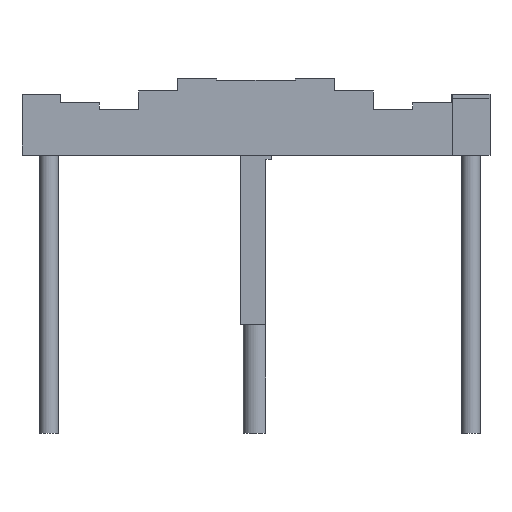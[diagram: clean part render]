
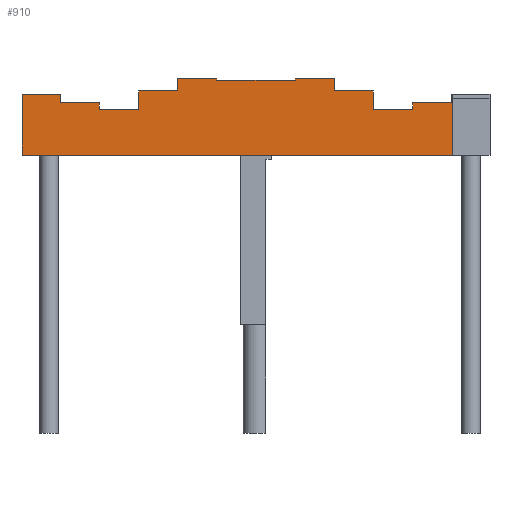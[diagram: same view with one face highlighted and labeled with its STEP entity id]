
A CAD part, left-side view. The second image highlights one B-rep face of the part: STEP entity #910.
In plain terms, the highlighted planar face has unit normal (-1, 0, 0).
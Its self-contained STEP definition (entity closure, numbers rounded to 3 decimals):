
#58=PLANE('',#990);
#105=FACE_OUTER_BOUND('',#152,.T.);
#152=EDGE_LOOP('',(#822,#823,#824,#825,#826,#827,#828,#829,#830,#831,#832,
#833,#834,#835,#836,#837,#838,#839,#840,#841,#842,#843,#844,#845));
#193=LINE('',#1321,#309);
#196=LINE('',#1327,#312);
#200=LINE('',#1336,#316);
#202=LINE('',#1339,#318);
#205=LINE('',#1345,#321);
#206=LINE('',#1348,#322);
#211=LINE('',#1357,#327);
#215=LINE('',#1366,#331);
#216=LINE('',#1369,#332);
#220=LINE('',#1375,#336);
#223=LINE('',#1381,#339);
#227=LINE('',#1390,#343);
#228=LINE('',#1393,#344);
#232=LINE('',#1399,#348);
#236=LINE('',#1408,#352);
#238=LINE('',#1411,#354);
#241=LINE('',#1417,#357);
#242=LINE('',#1420,#358);
#247=LINE('',#1429,#363);
#252=LINE('',#1441,#368);
#261=LINE('',#1457,#377);
#270=LINE('',#1475,#386);
#271=LINE('',#1478,#387);
#272=LINE('',#1479,#388);
#309=VECTOR('',#1086,10.);
#312=VECTOR('',#1091,10.);
#316=VECTOR('',#1097,10.);
#318=VECTOR('',#1101,10.);
#321=VECTOR('',#1106,10.);
#322=VECTOR('',#1109,10.);
#327=VECTOR('',#1116,10.);
#331=VECTOR('',#1122,10.);
#332=VECTOR('',#1125,10.);
#336=VECTOR('',#1131,10.);
#339=VECTOR('',#1136,10.);
#343=VECTOR('',#1142,10.);
#344=VECTOR('',#1145,10.);
#348=VECTOR('',#1151,10.);
#352=VECTOR('',#1157,10.);
#354=VECTOR('',#1161,10.);
#357=VECTOR('',#1166,10.);
#358=VECTOR('',#1169,10.);
#363=VECTOR('',#1176,10.);
#368=VECTOR('',#1185,10.);
#377=VECTOR('',#1198,10.);
#386=VECTOR('',#1215,10.);
#387=VECTOR('',#1218,10.);
#388=VECTOR('',#1219,10.);
#429=VERTEX_POINT('',#1315);
#431=VERTEX_POINT('',#1319);
#433=VERTEX_POINT('',#1325);
#435=VERTEX_POINT('',#1330);
#437=VERTEX_POINT('',#1334);
#439=VERTEX_POINT('',#1342);
#440=VERTEX_POINT('',#1347);
#443=VERTEX_POINT('',#1354);
#445=VERTEX_POINT('',#1360);
#447=VERTEX_POINT('',#1364);
#448=VERTEX_POINT('',#1368);
#451=VERTEX_POINT('',#1378);
#453=VERTEX_POINT('',#1384);
#455=VERTEX_POINT('',#1388);
#456=VERTEX_POINT('',#1392);
#459=VERTEX_POINT('',#1402);
#461=VERTEX_POINT('',#1406);
#463=VERTEX_POINT('',#1414);
#464=VERTEX_POINT('',#1419);
#467=VERTEX_POINT('',#1426);
#472=VERTEX_POINT('',#1440);
#476=VERTEX_POINT('',#1452);
#482=VERTEX_POINT('',#1473);
#483=VERTEX_POINT('',#1477);
#529=EDGE_CURVE('',#429,#431,#193,.T.);
#532=EDGE_CURVE('',#433,#431,#196,.T.);
#536=EDGE_CURVE('',#435,#437,#200,.T.);
#538=EDGE_CURVE('',#429,#437,#202,.T.);
#541=EDGE_CURVE('',#435,#439,#205,.T.);
#542=EDGE_CURVE('',#439,#440,#206,.T.);
#547=EDGE_CURVE('',#440,#443,#211,.T.);
#551=EDGE_CURVE('',#445,#447,#215,.T.);
#552=EDGE_CURVE('',#443,#448,#216,.T.);
#556=EDGE_CURVE('',#448,#447,#220,.T.);
#559=EDGE_CURVE('',#445,#451,#223,.T.);
#563=EDGE_CURVE('',#453,#455,#227,.T.);
#564=EDGE_CURVE('',#451,#456,#228,.T.);
#568=EDGE_CURVE('',#456,#455,#232,.T.);
#572=EDGE_CURVE('',#459,#461,#236,.T.);
#574=EDGE_CURVE('',#453,#461,#238,.T.);
#577=EDGE_CURVE('',#459,#463,#241,.T.);
#578=EDGE_CURVE('',#463,#464,#242,.T.);
#583=EDGE_CURVE('',#464,#467,#247,.T.);
#588=EDGE_CURVE('',#467,#472,#252,.T.);
#597=EDGE_CURVE('',#472,#476,#261,.T.);
#606=EDGE_CURVE('',#482,#476,#270,.T.);
#607=EDGE_CURVE('',#483,#482,#271,.T.);
#608=EDGE_CURVE('',#483,#433,#272,.T.);
#822=ORIENTED_EDGE('',*,*,#607,.T.);
#823=ORIENTED_EDGE('',*,*,#606,.T.);
#824=ORIENTED_EDGE('',*,*,#597,.F.);
#825=ORIENTED_EDGE('',*,*,#588,.F.);
#826=ORIENTED_EDGE('',*,*,#583,.F.);
#827=ORIENTED_EDGE('',*,*,#578,.F.);
#828=ORIENTED_EDGE('',*,*,#577,.F.);
#829=ORIENTED_EDGE('',*,*,#572,.T.);
#830=ORIENTED_EDGE('',*,*,#574,.F.);
#831=ORIENTED_EDGE('',*,*,#563,.T.);
#832=ORIENTED_EDGE('',*,*,#568,.F.);
#833=ORIENTED_EDGE('',*,*,#564,.F.);
#834=ORIENTED_EDGE('',*,*,#559,.F.);
#835=ORIENTED_EDGE('',*,*,#551,.T.);
#836=ORIENTED_EDGE('',*,*,#556,.F.);
#837=ORIENTED_EDGE('',*,*,#552,.F.);
#838=ORIENTED_EDGE('',*,*,#547,.F.);
#839=ORIENTED_EDGE('',*,*,#542,.F.);
#840=ORIENTED_EDGE('',*,*,#541,.F.);
#841=ORIENTED_EDGE('',*,*,#536,.T.);
#842=ORIENTED_EDGE('',*,*,#538,.F.);
#843=ORIENTED_EDGE('',*,*,#529,.T.);
#844=ORIENTED_EDGE('',*,*,#532,.F.);
#845=ORIENTED_EDGE('',*,*,#608,.F.);
#910=ADVANCED_FACE('',(#105),#58,.T.);
#990=AXIS2_PLACEMENT_3D('',#1476,#1216,#1217);
#1086=DIRECTION('',(0.,0.,1.));
#1091=DIRECTION('',(0.,-1.,0.));
#1097=DIRECTION('',(0.,0.,1.));
#1101=DIRECTION('',(0.,-1.,0.));
#1106=DIRECTION('',(0.,-1.,0.));
#1109=DIRECTION('',(0.,0.,1.));
#1116=DIRECTION('',(0.,-1.,0.));
#1122=DIRECTION('',(0.,0.,1.));
#1125=DIRECTION('',(0.,0.,1.));
#1131=DIRECTION('',(0.,-1.,0.));
#1136=DIRECTION('',(0.,-1.,0.));
#1142=DIRECTION('',(0.,0.,1.));
#1145=DIRECTION('',(0.,0.,1.));
#1151=DIRECTION('',(0.,-1.,0.));
#1157=DIRECTION('',(0.,0.,1.));
#1161=DIRECTION('',(0.,-1.,0.));
#1166=DIRECTION('',(0.,-1.,0.));
#1169=DIRECTION('',(0.,0.,1.));
#1176=DIRECTION('',(0.,-1.,0.));
#1185=DIRECTION('',(0.,0.,1.));
#1198=DIRECTION('',(0.,-1.,0.));
#1215=DIRECTION('',(0.,0.,1.));
#1216=DIRECTION('center_axis',(-1.,0.,0.));
#1217=DIRECTION('ref_axis',(0.,-1.,0.));
#1218=DIRECTION('',(0.,-1.,0.));
#1219=DIRECTION('',(0.,0.,1.));
#1315=CARTESIAN_POINT('',(12.963,21.438,5.733));
#1319=CARTESIAN_POINT('',(12.963,21.438,6.64));
#1321=CARTESIAN_POINT('',(12.963,21.438,2.));
#1325=CARTESIAN_POINT('',(12.963,25.625,6.64));
#1327=CARTESIAN_POINT('',(12.963,25.625,6.64));
#1330=CARTESIAN_POINT('',(12.963,17.15,5.001));
#1334=CARTESIAN_POINT('',(12.963,17.15,5.733));
#1336=CARTESIAN_POINT('',(12.963,17.15,2.));
#1339=CARTESIAN_POINT('',(12.963,25.625,5.733));
#1342=CARTESIAN_POINT('',(12.963,12.863,5.001));
#1345=CARTESIAN_POINT('',(12.963,25.625,5.001));
#1347=CARTESIAN_POINT('',(12.963,12.863,7.021));
#1348=CARTESIAN_POINT('',(12.963,12.863,2.));
#1354=CARTESIAN_POINT('',(12.963,8.575,7.021));
#1357=CARTESIAN_POINT('',(12.963,25.625,7.021));
#1360=CARTESIAN_POINT('',(12.963,4.288,8.18));
#1364=CARTESIAN_POINT('',(12.963,4.288,8.365));
#1366=CARTESIAN_POINT('',(12.963,4.288,2.));
#1368=CARTESIAN_POINT('',(12.963,8.575,8.365));
#1369=CARTESIAN_POINT('',(12.963,8.575,2.));
#1375=CARTESIAN_POINT('',(12.963,25.625,8.365));
#1378=CARTESIAN_POINT('',(12.963,-4.288,8.18));
#1381=CARTESIAN_POINT('',(12.963,25.625,8.18));
#1384=CARTESIAN_POINT('',(12.963,-8.575,7.021));
#1388=CARTESIAN_POINT('',(12.963,-8.575,8.365));
#1390=CARTESIAN_POINT('',(12.963,-8.575,2.));
#1392=CARTESIAN_POINT('',(12.963,-4.288,8.365));
#1393=CARTESIAN_POINT('',(12.963,-4.288,2.));
#1399=CARTESIAN_POINT('',(12.963,25.625,8.365));
#1402=CARTESIAN_POINT('',(12.963,-12.863,5.001));
#1406=CARTESIAN_POINT('',(12.963,-12.863,7.021));
#1408=CARTESIAN_POINT('',(12.963,-12.863,2.));
#1411=CARTESIAN_POINT('',(12.963,25.625,7.021));
#1414=CARTESIAN_POINT('',(12.963,-17.15,5.001));
#1417=CARTESIAN_POINT('',(12.963,25.625,5.001));
#1419=CARTESIAN_POINT('',(12.963,-17.15,5.733));
#1420=CARTESIAN_POINT('',(12.963,-17.15,2.));
#1426=CARTESIAN_POINT('',(12.963,-21.438,5.733));
#1429=CARTESIAN_POINT('',(12.963,25.625,5.733));
#1440=CARTESIAN_POINT('',(12.963,-21.438,6.64));
#1441=CARTESIAN_POINT('',(12.963,-21.438,2.));
#1452=CARTESIAN_POINT('',(12.963,-21.538,6.64));
#1457=CARTESIAN_POINT('',(12.963,25.625,6.64));
#1473=CARTESIAN_POINT('',(12.963,-21.538,0.));
#1475=CARTESIAN_POINT('',(12.963,-21.538,0.));
#1476=CARTESIAN_POINT('Origin',(12.963,25.625,0.));
#1477=CARTESIAN_POINT('',(12.963,25.625,0.));
#1478=CARTESIAN_POINT('',(12.963,25.625,0.));
#1479=CARTESIAN_POINT('',(12.963,25.625,0.));
